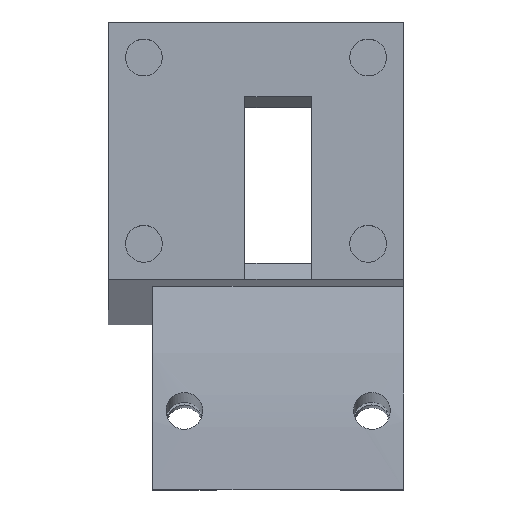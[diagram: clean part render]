
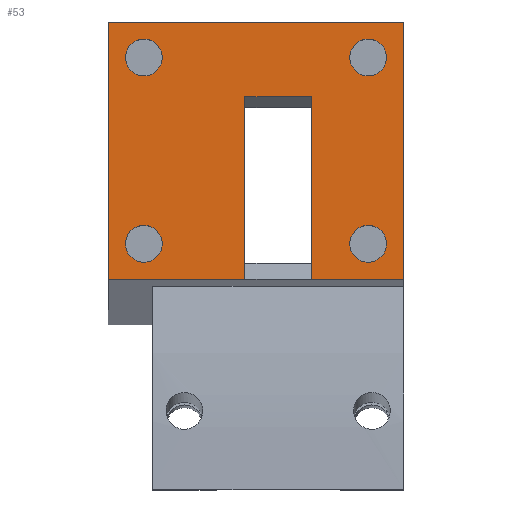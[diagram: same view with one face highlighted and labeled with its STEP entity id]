
A CAD part, top view. The second image highlights one B-rep face of the part: STEP entity #53.
In plain terms, the highlighted planar face has unit normal (0, 0, 1).
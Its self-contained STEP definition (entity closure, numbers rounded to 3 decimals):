
#53=ADVANCED_FACE('',(#108,#110,#112,#114,#116),#118,.T.);
#108=FACE_BOUND('',#109,.T.);
#109=EDGE_LOOP('',(#570,#571,#572,#573,#574,#575,#576,#577));
#110=FACE_BOUND('',#111,.T.);
#111=EDGE_LOOP('',(#578));
#112=FACE_BOUND('',#113,.T.);
#113=EDGE_LOOP('',(#579));
#114=FACE_BOUND('',#115,.T.);
#115=EDGE_LOOP('',(#580));
#116=FACE_BOUND('',#117,.T.);
#117=EDGE_LOOP('',(#581));
#118=PLANE('',#119);
#119=AXIS2_PLACEMENT_3D('',#120,#121,#122);
#120=CARTESIAN_POINT('',(-39.3,105.5,205.592));
#121=DIRECTION('',(0.,0.,1.));
#122=DIRECTION('',(0.,-1.,0.));
#570=ORIENTED_EDGE('',*,*,#802,.T.);
#571=ORIENTED_EDGE('',*,*,#803,.F.);
#572=ORIENTED_EDGE('',*,*,#804,.T.);
#573=ORIENTED_EDGE('',*,*,#805,.F.);
#574=ORIENTED_EDGE('',*,*,#806,.T.);
#575=ORIENTED_EDGE('',*,*,#807,.F.);
#576=ORIENTED_EDGE('',*,*,#808,.F.);
#577=ORIENTED_EDGE('',*,*,#809,.F.);
#578=ORIENTED_EDGE('',*,*,#810,.T.);
#579=ORIENTED_EDGE('',*,*,#811,.T.);
#580=ORIENTED_EDGE('',*,*,#812,.T.);
#581=ORIENTED_EDGE('',*,*,#813,.T.);
#802=EDGE_CURVE('',#916,#917,#918,.F.);
#803=EDGE_CURVE('',#919,#917,#920,.T.);
#804=EDGE_CURVE('',#919,#921,#922,.T.);
#805=EDGE_CURVE('',#923,#921,#924,.T.);
#806=EDGE_CURVE('',#923,#925,#926,.F.);
#807=EDGE_CURVE('',#927,#925,#928,.T.);
#808=EDGE_CURVE('',#929,#927,#930,.T.);
#809=EDGE_CURVE('',#916,#929,#931,.F.);
#810=EDGE_CURVE('',#932,#932,#933,.F.);
#811=EDGE_CURVE('',#934,#934,#935,.F.);
#812=EDGE_CURVE('',#936,#936,#937,.F.);
#813=EDGE_CURVE('',#938,#938,#939,.F.);
#916=VERTEX_POINT('',#1116);
#917=VERTEX_POINT('',#1117);
#918=LINE('',#1118,#1119);
#919=VERTEX_POINT('',#1121);
#920=LINE('',#1122,#1123);
#921=VERTEX_POINT('',#1125);
#922=LINE('',#1126,#1127);
#923=VERTEX_POINT('',#1129);
#924=LINE('',#1130,#1131);
#925=VERTEX_POINT('',#1133);
#926=LINE('',#1134,#1135);
#927=VERTEX_POINT('',#1137);
#928=LINE('',#1138,#1139);
#929=VERTEX_POINT('',#1141);
#930=LINE('',#1142,#1143);
#931=LINE('',#1145,#1146);
#932=VERTEX_POINT('',#1148);
#933=CIRCLE('',#1149,4.15);
#934=VERTEX_POINT('',#1153);
#935=CIRCLE('',#1154,4.15);
#936=VERTEX_POINT('',#1158);
#937=CIRCLE('',#1159,4.15);
#938=VERTEX_POINT('',#1163);
#939=CIRCLE('',#1164,4.15);
#1116=CARTESIAN_POINT('',(-38.3,47.465,205.592));
#1117=CARTESIAN_POINT('',(-7.5,47.465,205.592));
#1118=CARTESIAN_POINT('',(-7.5,47.465,205.592));
#1119=VECTOR('',#1120,1.);
#1120=DIRECTION('',(-1.,0.,0.));
#1121=CARTESIAN_POINT('',(-7.5,88.6,205.592));
#1122=CARTESIAN_POINT('',(-7.5,88.6,205.592));
#1123=VECTOR('',#1124,1.);
#1124=DIRECTION('',(0.,-1.,0.));
#1125=CARTESIAN_POINT('',(7.5,88.6,205.592));
#1126=CARTESIAN_POINT('',(-7.5,88.6,205.592));
#1127=VECTOR('',#1128,1.);
#1128=DIRECTION('',(1.,0.,0.));
#1129=CARTESIAN_POINT('',(7.5,47.465,205.592));
#1130=CARTESIAN_POINT('',(7.5,47.465,205.592));
#1131=VECTOR('',#1132,1.);
#1132=DIRECTION('',(0.,1.,0.));
#1133=CARTESIAN_POINT('',(28.3,47.465,205.592));
#1134=CARTESIAN_POINT('',(28.3,47.465,205.592));
#1135=VECTOR('',#1136,1.);
#1136=DIRECTION('',(-1.,0.,0.));
#1137=CARTESIAN_POINT('',(28.3,105.5,205.592));
#1138=CARTESIAN_POINT('',(28.3,105.5,205.592));
#1139=VECTOR('',#1140,1.);
#1140=DIRECTION('',(0.,-1.,0.));
#1141=CARTESIAN_POINT('',(-38.3,105.5,205.592));
#1142=CARTESIAN_POINT('',(-38.3,105.5,205.592));
#1143=VECTOR('',#1144,1.);
#1144=DIRECTION('',(1.,0.,0.));
#1145=CARTESIAN_POINT('',(-38.3,105.5,205.592));
#1146=VECTOR('',#1147,1.);
#1147=DIRECTION('',(0.,-1.,0.));
#1148=CARTESIAN_POINT('',(-26.15,97.5,205.592));
#1149=AXIS2_PLACEMENT_3D('',#1150,#1151,#1152);
#1150=CARTESIAN_POINT('',(-30.3,97.5,205.592));
#1151=DIRECTION('',(0.,0.,1.));
#1152=DIRECTION('',(1.,0.,0.));
#1153=CARTESIAN_POINT('',(24.45,97.5,205.592));
#1154=AXIS2_PLACEMENT_3D('',#1155,#1156,#1157);
#1155=CARTESIAN_POINT('',(20.3,97.5,205.592));
#1156=DIRECTION('',(0.,0.,1.));
#1157=DIRECTION('',(1.,0.,0.));
#1158=CARTESIAN_POINT('',(24.45,55.465,205.592));
#1159=AXIS2_PLACEMENT_3D('',#1160,#1161,#1162);
#1160=CARTESIAN_POINT('',(20.3,55.465,205.592));
#1161=DIRECTION('',(0.,0.,1.));
#1162=DIRECTION('',(1.,0.,0.));
#1163=CARTESIAN_POINT('',(-26.15,55.465,205.592));
#1164=AXIS2_PLACEMENT_3D('',#1165,#1166,#1167);
#1165=CARTESIAN_POINT('',(-30.3,55.465,205.592));
#1166=DIRECTION('',(0.,0.,1.));
#1167=DIRECTION('',(1.,0.,0.));
